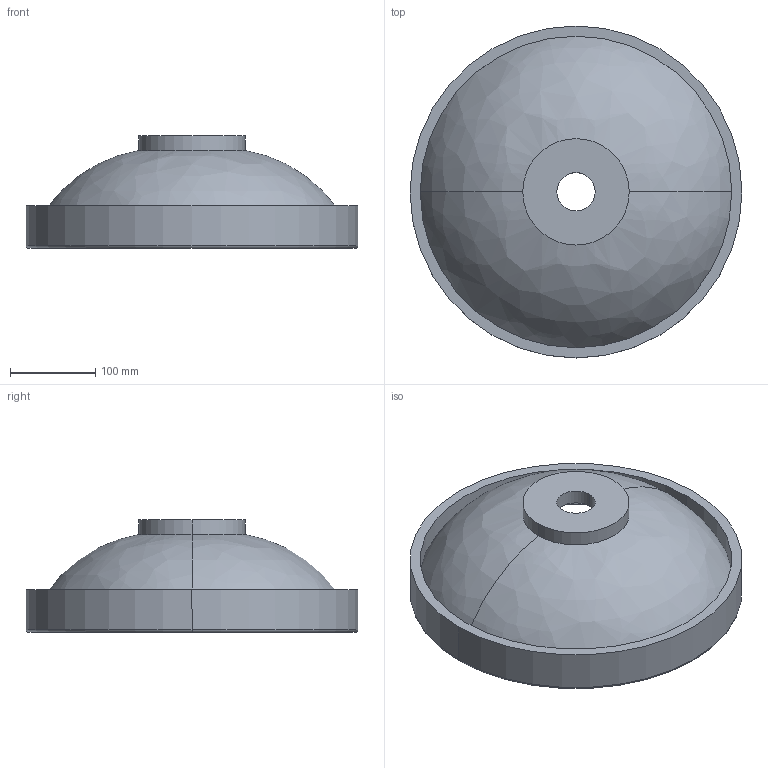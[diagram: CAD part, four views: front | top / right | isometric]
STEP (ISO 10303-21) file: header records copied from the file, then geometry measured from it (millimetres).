
FILE_DESCRIPTION((''),'2;1');
FILE_NAME('390','2023-04-27T14:04:59',('Administrator'),(''),'CREO PARAMETRIC BY PTC INC, 2019080','CREO PARAMETRIC BY PTC INC, 2019080','');
FILE_SCHEMA(('CONFIG_CONTROL_DESIGN'));
Length unit declared in the file: millimetre
Products named in the file (1): 390
Bounding box: 390 x 390 x 132 mm (x, y, z)
Volume: 2589032.5 mm3; surface area: 410469.9 mm2
Topology: 1 solids, 1 shells, 21 faces, 42 edges, 24 vertices
Faces by surface type: cylinder 8, bspline 4, torus 4, plane 3, cone 2
Entity records: 686 total; most frequent: CARTESIAN_POINT 195, DIRECTION 108, ORIENTED_EDGE 84, AXIS2_PLACEMENT_3D 49, EDGE_CURVE 42, CIRCLE 32, VERTEX_POINT 24, EDGE_LOOP 24
